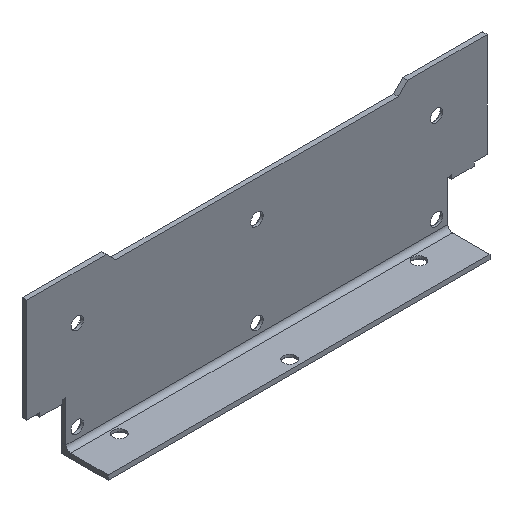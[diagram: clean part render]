
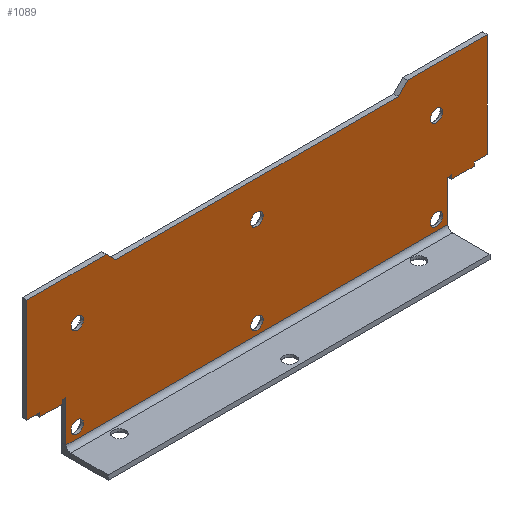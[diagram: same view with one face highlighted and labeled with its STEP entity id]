
A CAD part, isometric view. The second image highlights one B-rep face of the part: STEP entity #1089.
In plain terms, the highlighted planar face has unit normal (0, -1, 0).
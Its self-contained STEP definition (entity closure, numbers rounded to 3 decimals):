
#34=FACE_BOUND('',#158,.T.);
#35=FACE_BOUND('',#159,.T.);
#36=FACE_BOUND('',#160,.T.);
#37=FACE_BOUND('',#161,.T.);
#38=FACE_BOUND('',#162,.T.);
#39=FACE_BOUND('',#163,.T.);
#54=CIRCLE('',#1171,3.3);
#55=CIRCLE('',#1172,3.3);
#56=CIRCLE('',#1173,3.3);
#57=CIRCLE('',#1174,3.3);
#58=CIRCLE('',#1175,3.3);
#59=CIRCLE('',#1176,3.3);
#96=FACE_OUTER_BOUND('',#157,.T.);
#157=EDGE_LOOP('',(#780,#781,#782,#783,#784,#785,#786,#787,#788,#789,#790,
#791,#792,#793,#794,#795,#796,#797,#798,#799));
#158=EDGE_LOOP('',(#800));
#159=EDGE_LOOP('',(#801));
#160=EDGE_LOOP('',(#802));
#161=EDGE_LOOP('',(#803));
#162=EDGE_LOOP('',(#804));
#163=EDGE_LOOP('',(#805));
#245=LINE('',#1599,#370);
#248=LINE('',#1604,#373);
#249=LINE('',#1607,#374);
#251=LINE('',#1611,#376);
#256=LINE('',#1620,#381);
#257=LINE('',#1623,#382);
#260=LINE('',#1629,#385);
#261=LINE('',#1631,#386);
#262=LINE('',#1633,#387);
#263=LINE('',#1635,#388);
#264=LINE('',#1637,#389);
#265=LINE('',#1639,#390);
#266=LINE('',#1641,#391);
#267=LINE('',#1643,#392);
#268=LINE('',#1645,#393);
#269=LINE('',#1647,#394);
#270=LINE('',#1649,#395);
#271=LINE('',#1651,#396);
#272=LINE('',#1653,#397);
#273=LINE('',#1654,#398);
#370=VECTOR('',#1285,10.);
#373=VECTOR('',#1290,10.);
#374=VECTOR('',#1293,10.);
#376=VECTOR('',#1297,10.);
#381=VECTOR('',#1304,10.);
#382=VECTOR('',#1307,10.);
#385=VECTOR('',#1312,10.);
#386=VECTOR('',#1313,10.);
#387=VECTOR('',#1314,10.);
#388=VECTOR('',#1315,10.);
#389=VECTOR('',#1316,10.);
#390=VECTOR('',#1317,10.);
#391=VECTOR('',#1318,10.);
#392=VECTOR('',#1319,10.);
#393=VECTOR('',#1320,10.);
#394=VECTOR('',#1321,10.);
#395=VECTOR('',#1322,10.);
#396=VECTOR('',#1323,10.);
#397=VECTOR('',#1324,10.);
#398=VECTOR('',#1325,10.);
#489=VERTEX_POINT('',#1596);
#490=VERTEX_POINT('',#1598);
#491=VERTEX_POINT('',#1602);
#492=VERTEX_POINT('',#1606);
#493=VERTEX_POINT('',#1610);
#496=VERTEX_POINT('',#1618);
#497=VERTEX_POINT('',#1622);
#499=VERTEX_POINT('',#1628);
#500=VERTEX_POINT('',#1630);
#501=VERTEX_POINT('',#1632);
#502=VERTEX_POINT('',#1634);
#503=VERTEX_POINT('',#1636);
#504=VERTEX_POINT('',#1638);
#505=VERTEX_POINT('',#1640);
#506=VERTEX_POINT('',#1642);
#507=VERTEX_POINT('',#1644);
#508=VERTEX_POINT('',#1646);
#509=VERTEX_POINT('',#1648);
#510=VERTEX_POINT('',#1650);
#511=VERTEX_POINT('',#1652);
#512=VERTEX_POINT('',#1655);
#513=VERTEX_POINT('',#1657);
#514=VERTEX_POINT('',#1659);
#515=VERTEX_POINT('',#1661);
#516=VERTEX_POINT('',#1663);
#517=VERTEX_POINT('',#1665);
#592=EDGE_CURVE('',#489,#490,#245,.T.);
#595=EDGE_CURVE('',#489,#491,#248,.T.);
#596=EDGE_CURVE('',#492,#490,#249,.T.);
#598=EDGE_CURVE('',#493,#492,#251,.T.);
#603=EDGE_CURVE('',#491,#496,#256,.T.);
#604=EDGE_CURVE('',#497,#493,#257,.T.);
#607=EDGE_CURVE('',#499,#496,#260,.T.);
#608=EDGE_CURVE('',#500,#499,#261,.T.);
#609=EDGE_CURVE('',#500,#501,#262,.T.);
#610=EDGE_CURVE('',#501,#502,#263,.T.);
#611=EDGE_CURVE('',#502,#503,#264,.T.);
#612=EDGE_CURVE('',#504,#503,#265,.T.);
#613=EDGE_CURVE('',#505,#504,#266,.T.);
#614=EDGE_CURVE('',#505,#506,#267,.T.);
#615=EDGE_CURVE('',#507,#506,#268,.T.);
#616=EDGE_CURVE('',#507,#508,#269,.T.);
#617=EDGE_CURVE('',#509,#508,#270,.T.);
#618=EDGE_CURVE('',#509,#510,#271,.T.);
#619=EDGE_CURVE('',#510,#511,#272,.T.);
#620=EDGE_CURVE('',#511,#497,#273,.T.);
#621=EDGE_CURVE('',#512,#512,#54,.T.);
#622=EDGE_CURVE('',#513,#513,#55,.T.);
#623=EDGE_CURVE('',#514,#514,#56,.T.);
#624=EDGE_CURVE('',#515,#515,#57,.T.);
#625=EDGE_CURVE('',#516,#516,#58,.T.);
#626=EDGE_CURVE('',#517,#517,#59,.T.);
#780=ORIENTED_EDGE('',*,*,#604,.T.);
#781=ORIENTED_EDGE('',*,*,#598,.T.);
#782=ORIENTED_EDGE('',*,*,#596,.T.);
#783=ORIENTED_EDGE('',*,*,#592,.F.);
#784=ORIENTED_EDGE('',*,*,#595,.T.);
#785=ORIENTED_EDGE('',*,*,#603,.T.);
#786=ORIENTED_EDGE('',*,*,#607,.F.);
#787=ORIENTED_EDGE('',*,*,#608,.F.);
#788=ORIENTED_EDGE('',*,*,#609,.T.);
#789=ORIENTED_EDGE('',*,*,#610,.T.);
#790=ORIENTED_EDGE('',*,*,#611,.T.);
#791=ORIENTED_EDGE('',*,*,#612,.F.);
#792=ORIENTED_EDGE('',*,*,#613,.F.);
#793=ORIENTED_EDGE('',*,*,#614,.T.);
#794=ORIENTED_EDGE('',*,*,#615,.F.);
#795=ORIENTED_EDGE('',*,*,#616,.T.);
#796=ORIENTED_EDGE('',*,*,#617,.F.);
#797=ORIENTED_EDGE('',*,*,#618,.T.);
#798=ORIENTED_EDGE('',*,*,#619,.T.);
#799=ORIENTED_EDGE('',*,*,#620,.T.);
#800=ORIENTED_EDGE('',*,*,#621,.T.);
#801=ORIENTED_EDGE('',*,*,#622,.T.);
#802=ORIENTED_EDGE('',*,*,#623,.T.);
#803=ORIENTED_EDGE('',*,*,#624,.T.);
#804=ORIENTED_EDGE('',*,*,#625,.T.);
#805=ORIENTED_EDGE('',*,*,#626,.T.);
#1047=PLANE('',#1170);
#1089=ADVANCED_FACE('',(#96,#34,#35,#36,#37,#38,#39),#1047,.F.);
#1170=AXIS2_PLACEMENT_3D('',#1627,#1310,#1311);
#1171=AXIS2_PLACEMENT_3D('',#1656,#1326,#1327);
#1172=AXIS2_PLACEMENT_3D('',#1658,#1328,#1329);
#1173=AXIS2_PLACEMENT_3D('',#1660,#1330,#1331);
#1174=AXIS2_PLACEMENT_3D('',#1662,#1332,#1333);
#1175=AXIS2_PLACEMENT_3D('',#1664,#1334,#1335);
#1176=AXIS2_PLACEMENT_3D('',#1666,#1336,#1337);
#1285=DIRECTION('',(-1.,0.,0.));
#1290=DIRECTION('',(0.,0.,1.));
#1293=DIRECTION('',(0.,0.,-1.));
#1297=DIRECTION('',(1.,0.,0.));
#1304=DIRECTION('',(1.,0.,0.));
#1307=DIRECTION('',(0.,0.,1.));
#1310=DIRECTION('center_axis',(0.,1.,0.));
#1311=DIRECTION('ref_axis',(0.,0.,1.));
#1312=DIRECTION('',(0.,0.,-1.));
#1313=DIRECTION('',(1.,0.,0.));
#1314=DIRECTION('',(-0.707,0.,-0.707));
#1315=DIRECTION('',(-1.,0.,0.));
#1316=DIRECTION('',(-0.707,0.,0.707));
#1317=DIRECTION('',(1.,0.,0.));
#1318=DIRECTION('',(0.,0.,1.));
#1319=DIRECTION('',(1.,0.,0.));
#1320=DIRECTION('',(0.,0.,1.));
#1321=DIRECTION('',(1.,0.,0.));
#1322=DIRECTION('',(0.,0.,-1.));
#1323=DIRECTION('',(1.,0.,0.));
#1324=DIRECTION('',(0.,0.,-1.));
#1325=DIRECTION('',(1.,0.,0.));
#1326=DIRECTION('center_axis',(0.,1.,0.));
#1327=DIRECTION('ref_axis',(1.,0.,0.));
#1328=DIRECTION('center_axis',(0.,1.,0.));
#1329=DIRECTION('ref_axis',(1.,0.,0.));
#1330=DIRECTION('center_axis',(0.,1.,0.));
#1331=DIRECTION('ref_axis',(1.,0.,0.));
#1332=DIRECTION('center_axis',(0.,1.,0.));
#1333=DIRECTION('ref_axis',(1.,0.,0.));
#1334=DIRECTION('center_axis',(0.,1.,0.));
#1335=DIRECTION('ref_axis',(1.,0.,0.));
#1336=DIRECTION('center_axis',(0.,1.,0.));
#1337=DIRECTION('ref_axis',(1.,0.,0.));
#1596=CARTESIAN_POINT('',(116.,0.,25.));
#1598=CARTESIAN_POINT('',(104.,0.,25.));
#1599=CARTESIAN_POINT('',(116.,0.,25.));
#1602=CARTESIAN_POINT('',(116.,0.,27.));
#1604=CARTESIAN_POINT('',(116.,0.,25.));
#1606=CARTESIAN_POINT('',(104.,0.,27.));
#1607=CARTESIAN_POINT('',(104.,0.,25.));
#1610=CARTESIAN_POINT('',(102.,0.,27.));
#1611=CARTESIAN_POINT('',(117.75,0.,27.));
#1618=CARTESIAN_POINT('',(123.,0.,27.));
#1620=CARTESIAN_POINT('',(117.75,0.,27.));
#1622=CARTESIAN_POINT('',(102.,0.,5.));
#1623=CARTESIAN_POINT('',(102.,0.,44.75));
#1627=CARTESIAN_POINT('Origin',(112.5,0.,57.));
#1628=CARTESIAN_POINT('',(123.,0.,82.5));
#1629=CARTESIAN_POINT('',(123.,0.,82.5));
#1630=CARTESIAN_POINT('',(80.5,0.,82.5));
#1631=CARTESIAN_POINT('',(-123.,0.,82.5));
#1632=CARTESIAN_POINT('',(75.5,0.,77.5));
#1633=CARTESIAN_POINT('',(79.625,0.,81.625));
#1634=CARTESIAN_POINT('',(-75.5,0.,77.5));
#1635=CARTESIAN_POINT('',(18.5,0.,77.5));
#1636=CARTESIAN_POINT('',(-80.5,0.,82.5));
#1637=CARTESIAN_POINT('',(-25.875,0.,27.875));
#1638=CARTESIAN_POINT('',(-123.,0.,82.5));
#1639=CARTESIAN_POINT('',(-123.,0.,82.5));
#1640=CARTESIAN_POINT('',(-123.,0.,27.));
#1641=CARTESIAN_POINT('',(-123.,0.,31.5));
#1642=CARTESIAN_POINT('',(-116.,0.,27.));
#1643=CARTESIAN_POINT('',(-1.75,0.,27.));
#1644=CARTESIAN_POINT('',(-116.,0.,25.));
#1645=CARTESIAN_POINT('',(-116.,0.,25.));
#1646=CARTESIAN_POINT('',(-104.,0.,25.));
#1647=CARTESIAN_POINT('',(-116.,0.,25.));
#1648=CARTESIAN_POINT('',(-104.,0.,27.));
#1649=CARTESIAN_POINT('',(-104.,0.,25.));
#1650=CARTESIAN_POINT('',(-102.,0.,27.));
#1651=CARTESIAN_POINT('',(-1.75,0.,27.));
#1652=CARTESIAN_POINT('',(-102.,0.,5.));
#1653=CARTESIAN_POINT('',(-102.,0.,44.25));
#1654=CARTESIAN_POINT('',(107.25,0.,5.));
#1655=CARTESIAN_POINT('',(-99.3,0.,10.5));
#1656=CARTESIAN_POINT('Origin',(-96.,0.,10.5));
#1657=CARTESIAN_POINT('',(-99.3,0.,58.5));
#1658=CARTESIAN_POINT('Origin',(-96.,0.,58.5));
#1659=CARTESIAN_POINT('',(-3.3,0.,58.5));
#1660=CARTESIAN_POINT('Origin',(0.,0.,58.5));
#1661=CARTESIAN_POINT('',(-3.3,0.,10.5));
#1662=CARTESIAN_POINT('Origin',(0.,0.,10.5));
#1663=CARTESIAN_POINT('',(92.7,0.,10.5));
#1664=CARTESIAN_POINT('Origin',(96.,0.,10.5));
#1665=CARTESIAN_POINT('',(92.7,0.,58.5));
#1666=CARTESIAN_POINT('Origin',(96.,0.,58.5));
